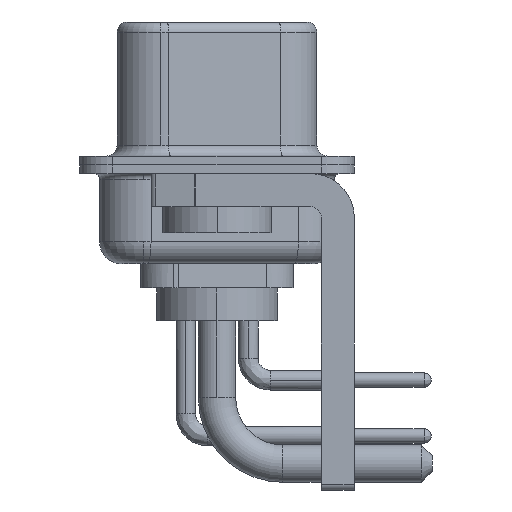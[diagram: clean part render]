
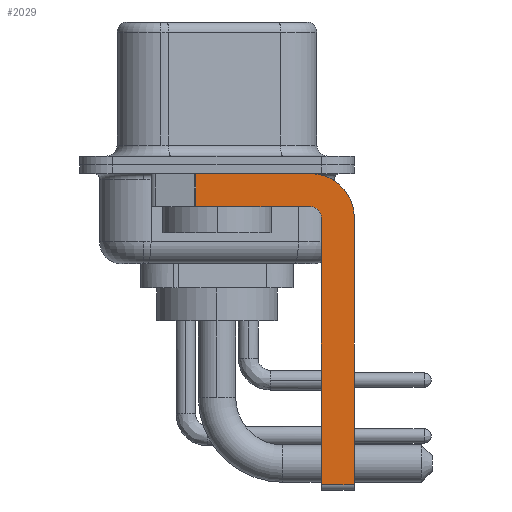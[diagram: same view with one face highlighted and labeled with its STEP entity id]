
A CAD part, left-side view. The second image highlights one B-rep face of the part: STEP entity #2029.
In plain terms, the highlighted planar face has unit normal (-1, 0, 0).
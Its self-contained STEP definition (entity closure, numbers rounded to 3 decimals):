
#1731 = CARTESIAN_POINT ( 'NONE',  ( -2.9, -4.25, -2.4 ) ) ;
#2029 = ADVANCED_FACE ( 'NONE', ( #9740 ), #5932, .F. ) ;
#2641 = VERTEX_POINT ( 'NONE', #14601 ) ;
#2910 = VERTEX_POINT ( 'NONE', #14427 ) ;
#3052 = VERTEX_POINT ( 'NONE', #16815 ) ;
#3160 = CIRCLE ( 'NONE', #18806, 0.5 ) ;
#3698 = CARTESIAN_POINT ( 'NONE',  ( -2.9, -4.25, -2.4 ) ) ;
#3846 = DIRECTION ( 'NONE',  ( 1., 0., 0. ) ) ;
#3923 = ORIENTED_EDGE ( 'NONE', *, *, #4966, .F. ) ;
#4094 = CARTESIAN_POINT ( 'NONE',  ( -2.9, 3., -0.4 ) ) ;
#4240 = LINE ( 'NONE', #4094, #13017 ) ;
#4375 = CARTESIAN_POINT ( 'NONE',  ( -2.9, -4.25, -1.9 ) ) ;
#4437 = CARTESIAN_POINT ( 'NONE',  ( -2.9, -4.25, -0.4 ) ) ;
#4827 = DIRECTION ( 'NONE',  ( 0., 0., -1. ) ) ;
#4966 = EDGE_CURVE ( 'NONE', #9549, #3052, #24052, .T. ) ;
#5171 = EDGE_CURVE ( 'NONE', #6429, #9549, #20173, .T. ) ;
#5361 = CARTESIAN_POINT ( 'NONE',  ( -2.9, -6.25, -2.4 ) ) ;
#5602 = LINE ( 'NONE', #14161, #13029 ) ;
#5610 = CARTESIAN_POINT ( 'NONE',  ( -2.9, -4.75, -2.4 ) ) ;
#5611 = EDGE_CURVE ( 'NONE', #2910, #23711, #5602, .T. ) ;
#5661 = ORIENTED_EDGE ( 'NONE', *, *, #16958, .F. ) ;
#5932 = PLANE ( 'NONE',  #6996 ) ;
#6026 = ORIENTED_EDGE ( 'NONE', *, *, #9152, .T. ) ;
#6043 = DIRECTION ( 'NONE',  ( -1., 0., 0. ) ) ;
#6268 = VECTOR ( 'NONE', #6474, 1000. ) ;
#6429 = VERTEX_POINT ( 'NONE', #4437 ) ;
#6474 = DIRECTION ( 'NONE',  ( 0., 1., 0. ) ) ;
#6996 = AXIS2_PLACEMENT_3D ( 'NONE', #1731, #3846, #16458 ) ;
#8078 = AXIS2_PLACEMENT_3D ( 'NONE', #3698, #11694, #24883 ) ;
#8193 = CARTESIAN_POINT ( 'NONE',  ( -2.9, 0.978, -1.9 ) ) ;
#8590 = VERTEX_POINT ( 'NONE', #13357 ) ;
#8820 = EDGE_CURVE ( 'NONE', #23711, #27412, #3160, .T. ) ;
#9152 = EDGE_CURVE ( 'NONE', #8590, #2641, #16603, .T. ) ;
#9417 = VECTOR ( 'NONE', #26349, 1000. ) ;
#9549 = VERTEX_POINT ( 'NONE', #5361 ) ;
#9740 = FACE_OUTER_BOUND ( 'NONE', #19936, .T. ) ;
#10157 = DIRECTION ( 'NONE',  ( 0., 0., -1. ) ) ;
#10674 = DIRECTION ( 'NONE',  ( 0., 0., 1. ) ) ;
#11002 = CARTESIAN_POINT ( 'NONE',  ( -2.9, -6.25, -2.4 ) ) ;
#11694 = DIRECTION ( 'NONE',  ( 1., 0., 0. ) ) ;
#12792 = DIRECTION ( 'NONE',  ( 0., -1., 0. ) ) ;
#12974 = ORIENTED_EDGE ( 'NONE', *, *, #17060, .F. ) ;
#13017 = VECTOR ( 'NONE', #12792, 1000. ) ;
#13029 = VECTOR ( 'NONE', #10674, 1000. ) ;
#13357 = CARTESIAN_POINT ( 'NONE',  ( -2.9, 0.978, -0.4 ) ) ;
#14161 = CARTESIAN_POINT ( 'NONE',  ( -2.9, -4.75, -14.8 ) ) ;
#14427 = CARTESIAN_POINT ( 'NONE',  ( -2.9, -4.75, -14.55 ) ) ;
#14582 = CARTESIAN_POINT ( 'NONE',  ( -2.9, -4.25, -14.55 ) ) ;
#14601 = CARTESIAN_POINT ( 'NONE',  ( -2.9, 0.978, -1.9 ) ) ;
#14604 = CARTESIAN_POINT ( 'NONE',  ( -2.9, -4.25, -2.4 ) ) ;
#15054 = EDGE_CURVE ( 'NONE', #2910, #3052, #20884, .T. ) ;
#16458 = DIRECTION ( 'NONE',  ( 0., 0., -1. ) ) ;
#16603 = LINE ( 'NONE', #8193, #18830 ) ;
#16815 = CARTESIAN_POINT ( 'NONE',  ( -2.9, -6.25, -14.55 ) ) ;
#16958 = EDGE_CURVE ( 'NONE', #8590, #6429, #4240, .T. ) ;
#17060 = EDGE_CURVE ( 'NONE', #27412, #2641, #25956, .T. ) ;
#17490 = VECTOR ( 'NONE', #4827, 1000. ) ;
#18806 = AXIS2_PLACEMENT_3D ( 'NONE', #14604, #6043, #20627 ) ;
#18830 = VECTOR ( 'NONE', #10157, 1000. ) ;
#19936 = EDGE_LOOP ( 'NONE', ( #5661, #6026, #12974, #22111, #24847, #26693, #3923, #21860 ) ) ;
#20173 = CIRCLE ( 'NONE', #8078, 2. ) ;
#20627 = DIRECTION ( 'NONE',  ( 0., 0., 1. ) ) ;
#20884 = LINE ( 'NONE', #14582, #9417 ) ;
#21860 = ORIENTED_EDGE ( 'NONE', *, *, #5171, .F. ) ;
#22111 = ORIENTED_EDGE ( 'NONE', *, *, #8820, .F. ) ;
#23711 = VERTEX_POINT ( 'NONE', #5610 ) ;
#24052 = LINE ( 'NONE', #11002, #17490 ) ;
#24847 = ORIENTED_EDGE ( 'NONE', *, *, #5611, .F. ) ;
#24883 = DIRECTION ( 'NONE',  ( 0., 0., -1. ) ) ;
#25956 = LINE ( 'NONE', #26246, #6268 ) ;
#26246 = CARTESIAN_POINT ( 'NONE',  ( -2.9, -4.25, -1.9 ) ) ;
#26349 = DIRECTION ( 'NONE',  ( 0., -1., 0. ) ) ;
#26693 = ORIENTED_EDGE ( 'NONE', *, *, #15054, .T. ) ;
#27412 = VERTEX_POINT ( 'NONE', #4375 ) ;
